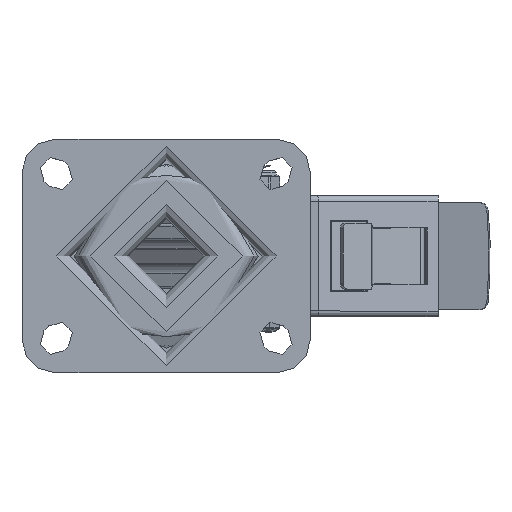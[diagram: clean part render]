
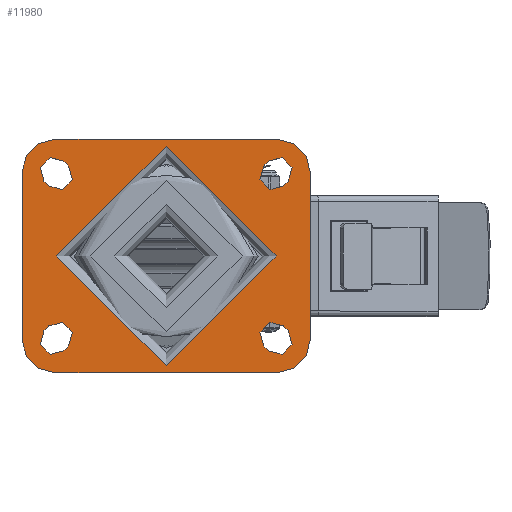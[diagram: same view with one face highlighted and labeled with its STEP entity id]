
A CAD part, top view. The second image highlights one B-rep face of the part: STEP entity #11980.
In plain terms, the highlighted planar face has unit normal (0, 0, 1).
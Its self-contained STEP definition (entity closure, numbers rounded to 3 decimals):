
#639=FACE_BOUND('',#4133,.T.);
#640=FACE_BOUND('',#4134,.T.);
#641=FACE_BOUND('',#4135,.T.);
#642=FACE_BOUND('',#4136,.T.);
#643=FACE_BOUND('',#4137,.T.);
#711=PLANE('',#12966);
#1179=LINE('',#18013,#2236);
#1180=LINE('',#18014,#2237);
#1181=LINE('',#18015,#2238);
#1182=LINE('',#18016,#2239);
#1183=LINE('',#18017,#2240);
#1184=LINE('',#18018,#2241);
#1185=LINE('',#18019,#2242);
#1186=LINE('',#18020,#2243);
#1187=LINE('',#18021,#2244);
#1188=LINE('',#18022,#2245);
#1189=LINE('',#18023,#2246);
#1190=LINE('',#18024,#2247);
#2236=VECTOR('',#14425,1000.);
#2237=VECTOR('',#14426,1000.);
#2238=VECTOR('',#14427,1000.);
#2239=VECTOR('',#14428,1000.);
#2240=VECTOR('',#14429,1000.);
#2241=VECTOR('',#14430,1000.);
#2242=VECTOR('',#14431,1000.);
#2243=VECTOR('',#14432,1000.);
#2244=VECTOR('',#14433,1000.);
#2245=VECTOR('',#14434,1000.);
#2246=VECTOR('',#14435,1000.);
#2247=VECTOR('',#14436,1000.);
#3431=FACE_OUTER_BOUND('',#4132,.T.);
#4132=EDGE_LOOP('',(#8528,#8529,#8530,#8531,#8532,#8533,#8534,#8535));
#4133=EDGE_LOOP('',(#8536,#8537,#8538,#8539));
#4134=EDGE_LOOP('',(#8540,#8541,#8542,#8543));
#4135=EDGE_LOOP('',(#8544,#8545,#8546,#8547));
#4136=EDGE_LOOP('',(#8548,#8549,#8550,#8551));
#4137=EDGE_LOOP('',(#8552));
#4881=CIRCLE('',#12845,5.125);
#4882=CIRCLE('',#12847,5.125);
#4885=CIRCLE('',#12851,5.125);
#4886=CIRCLE('',#12853,5.125);
#4888=CIRCLE('',#12856,5.125);
#4891=CIRCLE('',#12860,5.125);
#4892=CIRCLE('',#12862,5.125);
#4895=CIRCLE('',#12866,5.125);
#4896=CIRCLE('',#12868,12.);
#4898=CIRCLE('',#12871,12.);
#4900=CIRCLE('',#12874,12.);
#4902=CIRCLE('',#12877,12.);
#4923=CIRCLE('',#12908,40.);
#5382=VERTEX_POINT('',#17653);
#5383=VERTEX_POINT('',#17655);
#5384=VERTEX_POINT('',#17659);
#5385=VERTEX_POINT('',#17660);
#5390=VERTEX_POINT('',#17671);
#5391=VERTEX_POINT('',#17673);
#5392=VERTEX_POINT('',#17677);
#5393=VERTEX_POINT('',#17678);
#5396=VERTEX_POINT('',#17686);
#5397=VERTEX_POINT('',#17687);
#5402=VERTEX_POINT('',#17698);
#5403=VERTEX_POINT('',#17700);
#5404=VERTEX_POINT('',#17704);
#5405=VERTEX_POINT('',#17705);
#5410=VERTEX_POINT('',#17716);
#5411=VERTEX_POINT('',#17718);
#5412=VERTEX_POINT('',#17722);
#5413=VERTEX_POINT('',#17723);
#5416=VERTEX_POINT('',#17731);
#5417=VERTEX_POINT('',#17732);
#5420=VERTEX_POINT('',#17740);
#5421=VERTEX_POINT('',#17741);
#5424=VERTEX_POINT('',#17749);
#5425=VERTEX_POINT('',#17750);
#5442=VERTEX_POINT('',#17804);
#6532=EDGE_CURVE('',#5383,#5382,#4881,.T.);
#6534=EDGE_CURVE('',#5384,#5385,#4882,.T.);
#6540=EDGE_CURVE('',#5391,#5390,#4885,.T.);
#6542=EDGE_CURVE('',#5392,#5393,#4886,.T.);
#6546=EDGE_CURVE('',#5396,#5397,#4888,.T.);
#6552=EDGE_CURVE('',#5403,#5402,#4891,.T.);
#6554=EDGE_CURVE('',#5404,#5405,#4892,.T.);
#6560=EDGE_CURVE('',#5411,#5410,#4895,.T.);
#6562=EDGE_CURVE('',#5412,#5413,#4896,.T.);
#6566=EDGE_CURVE('',#5416,#5417,#4898,.T.);
#6570=EDGE_CURVE('',#5420,#5421,#4900,.T.);
#6574=EDGE_CURVE('',#5424,#5425,#4902,.T.);
#6601=EDGE_CURVE('',#5442,#5442,#4923,.T.);
#6705=EDGE_CURVE('',#5421,#5424,#1179,.T.);
#6706=EDGE_CURVE('',#5417,#5420,#1180,.T.);
#6707=EDGE_CURVE('',#5413,#5416,#1181,.T.);
#6708=EDGE_CURVE('',#5425,#5412,#1182,.T.);
#6709=EDGE_CURVE('',#5382,#5384,#1183,.T.);
#6710=EDGE_CURVE('',#5385,#5383,#1184,.T.);
#6711=EDGE_CURVE('',#5390,#5392,#1185,.T.);
#6712=EDGE_CURVE('',#5393,#5391,#1186,.T.);
#6713=EDGE_CURVE('',#5397,#5403,#1187,.T.);
#6714=EDGE_CURVE('',#5402,#5396,#1188,.T.);
#6715=EDGE_CURVE('',#5405,#5411,#1189,.T.);
#6716=EDGE_CURVE('',#5410,#5404,#1190,.T.);
#8528=ORIENTED_EDGE('',*,*,#6574,.F.);
#8529=ORIENTED_EDGE('',*,*,#6705,.F.);
#8530=ORIENTED_EDGE('',*,*,#6570,.F.);
#8531=ORIENTED_EDGE('',*,*,#6706,.F.);
#8532=ORIENTED_EDGE('',*,*,#6566,.F.);
#8533=ORIENTED_EDGE('',*,*,#6707,.F.);
#8534=ORIENTED_EDGE('',*,*,#6562,.F.);
#8535=ORIENTED_EDGE('',*,*,#6708,.F.);
#8536=ORIENTED_EDGE('',*,*,#6709,.T.);
#8537=ORIENTED_EDGE('',*,*,#6534,.T.);
#8538=ORIENTED_EDGE('',*,*,#6710,.T.);
#8539=ORIENTED_EDGE('',*,*,#6532,.T.);
#8540=ORIENTED_EDGE('',*,*,#6711,.T.);
#8541=ORIENTED_EDGE('',*,*,#6542,.T.);
#8542=ORIENTED_EDGE('',*,*,#6712,.T.);
#8543=ORIENTED_EDGE('',*,*,#6540,.T.);
#8544=ORIENTED_EDGE('',*,*,#6713,.T.);
#8545=ORIENTED_EDGE('',*,*,#6552,.T.);
#8546=ORIENTED_EDGE('',*,*,#6714,.T.);
#8547=ORIENTED_EDGE('',*,*,#6546,.T.);
#8548=ORIENTED_EDGE('',*,*,#6715,.T.);
#8549=ORIENTED_EDGE('',*,*,#6560,.T.);
#8550=ORIENTED_EDGE('',*,*,#6716,.T.);
#8551=ORIENTED_EDGE('',*,*,#6554,.T.);
#8552=ORIENTED_EDGE('',*,*,#6601,.F.);
#11980=ADVANCED_FACE('',(#3431,#639,#640,#641,#642,#643),#711,.T.);
#12845=AXIS2_PLACEMENT_3D('',#17656,#14105,#14106);
#12847=AXIS2_PLACEMENT_3D('',#17661,#14110,#14111);
#12851=AXIS2_PLACEMENT_3D('',#17674,#14121,#14122);
#12853=AXIS2_PLACEMENT_3D('',#17679,#14126,#14127);
#12856=AXIS2_PLACEMENT_3D('',#17688,#14134,#14135);
#12860=AXIS2_PLACEMENT_3D('',#17701,#14145,#14146);
#12862=AXIS2_PLACEMENT_3D('',#17706,#14150,#14151);
#12866=AXIS2_PLACEMENT_3D('',#17719,#14161,#14162);
#12868=AXIS2_PLACEMENT_3D('',#17724,#14166,#14167);
#12871=AXIS2_PLACEMENT_3D('',#17733,#14174,#14175);
#12874=AXIS2_PLACEMENT_3D('',#17742,#14182,#14183);
#12877=AXIS2_PLACEMENT_3D('',#17751,#14190,#14191);
#12908=AXIS2_PLACEMENT_3D('',#17805,#14258,#14259);
#12966=AXIS2_PLACEMENT_3D('',#18012,#14423,#14424);
#14105=DIRECTION('center_axis',(0.,0.,-1.));
#14106=DIRECTION('ref_axis',(-1.,0.,0.));
#14110=DIRECTION('center_axis',(0.,0.,-1.));
#14111=DIRECTION('ref_axis',(-1.,0.,0.));
#14121=DIRECTION('center_axis',(0.,0.,-1.));
#14122=DIRECTION('ref_axis',(-1.,0.,0.));
#14126=DIRECTION('center_axis',(0.,0.,-1.));
#14127=DIRECTION('ref_axis',(-1.,0.,0.));
#14134=DIRECTION('center_axis',(0.,0.,-1.));
#14135=DIRECTION('ref_axis',(1.,0.,0.));
#14145=DIRECTION('center_axis',(0.,0.,-1.));
#14146=DIRECTION('ref_axis',(1.,0.,0.));
#14150=DIRECTION('center_axis',(0.,0.,-1.));
#14151=DIRECTION('ref_axis',(1.,0.,0.));
#14161=DIRECTION('center_axis',(0.,0.,-1.));
#14162=DIRECTION('ref_axis',(1.,0.,0.));
#14166=DIRECTION('center_axis',(0.,0.,-1.));
#14167=DIRECTION('ref_axis',(-0.707,0.707,0.));
#14174=DIRECTION('center_axis',(0.,0.,-1.));
#14175=DIRECTION('ref_axis',(0.707,0.707,0.));
#14182=DIRECTION('center_axis',(0.,0.,-1.));
#14183=DIRECTION('ref_axis',(0.707,-0.707,0.));
#14190=DIRECTION('center_axis',(0.,0.,-1.));
#14191=DIRECTION('ref_axis',(-0.707,-0.707,0.));
#14258=DIRECTION('center_axis',(0.,0.,1.));
#14259=DIRECTION('ref_axis',(1.,0.,0.));
#14423=DIRECTION('center_axis',(0.,0.,1.));
#14424=DIRECTION('ref_axis',(1.,0.,0.));
#14425=DIRECTION('',(-1.,0.,0.));
#14426=DIRECTION('',(0.,-1.,0.));
#14427=DIRECTION('',(1.,0.,0.));
#14428=DIRECTION('',(0.,1.,0.));
#14429=DIRECTION('',(-0.707,0.707,0.));
#14430=DIRECTION('',(0.707,-0.707,0.));
#14431=DIRECTION('',(-0.707,-0.707,0.));
#14432=DIRECTION('',(0.707,0.707,0.));
#14433=DIRECTION('',(-0.707,-0.707,0.));
#14434=DIRECTION('',(0.707,0.707,0.));
#14435=DIRECTION('',(-0.707,0.707,0.));
#14436=DIRECTION('',(0.707,-0.707,0.));
#17653=CARTESIAN_POINT('',(37.26,-34.508,0.));
#17655=CARTESIAN_POINT('',(44.508,-27.26,0.));
#17656=CARTESIAN_POINT('Origin',(40.884,-30.884,0.));
#17659=CARTESIAN_POINT('',(35.492,-32.74,0.));
#17660=CARTESIAN_POINT('',(42.74,-25.492,0.));
#17661=CARTESIAN_POINT('Origin',(39.116,-29.116,0.));
#17671=CARTESIAN_POINT('',(44.508,27.26,0.));
#17673=CARTESIAN_POINT('',(37.26,34.508,0.));
#17674=CARTESIAN_POINT('Origin',(40.884,30.884,0.));
#17677=CARTESIAN_POINT('',(42.74,25.492,0.));
#17678=CARTESIAN_POINT('',(35.492,32.74,0.));
#17679=CARTESIAN_POINT('Origin',(39.116,29.116,0.));
#17686=CARTESIAN_POINT('',(-42.74,-25.492,0.));
#17687=CARTESIAN_POINT('',(-35.492,-32.74,0.));
#17688=CARTESIAN_POINT('Origin',(-39.116,-29.116,0.));
#17698=CARTESIAN_POINT('',(-44.508,-27.26,0.));
#17700=CARTESIAN_POINT('',(-37.26,-34.508,0.));
#17701=CARTESIAN_POINT('Origin',(-40.884,-30.884,0.));
#17704=CARTESIAN_POINT('',(-35.492,32.74,0.));
#17705=CARTESIAN_POINT('',(-42.74,25.492,0.));
#17706=CARTESIAN_POINT('Origin',(-39.116,29.116,0.));
#17716=CARTESIAN_POINT('',(-37.26,34.508,0.));
#17718=CARTESIAN_POINT('',(-44.508,27.26,0.));
#17719=CARTESIAN_POINT('Origin',(-40.884,30.884,0.));
#17722=CARTESIAN_POINT('',(-52.5,30.5,0.));
#17723=CARTESIAN_POINT('',(-40.5,42.5,0.));
#17724=CARTESIAN_POINT('Origin',(-40.5,30.5,0.));
#17731=CARTESIAN_POINT('',(40.5,42.5,0.));
#17732=CARTESIAN_POINT('',(52.5,30.5,0.));
#17733=CARTESIAN_POINT('Origin',(40.5,30.5,0.));
#17740=CARTESIAN_POINT('',(52.5,-30.5,0.));
#17741=CARTESIAN_POINT('',(40.5,-42.5,0.));
#17742=CARTESIAN_POINT('Origin',(40.5,-30.5,0.));
#17749=CARTESIAN_POINT('',(-40.5,-42.5,0.));
#17750=CARTESIAN_POINT('',(-52.5,-30.5,0.));
#17751=CARTESIAN_POINT('Origin',(-40.5,-30.5,0.));
#17804=CARTESIAN_POINT('',(40.,0.,0.));
#17805=CARTESIAN_POINT('Origin',(0.,0.,0.));
#18012=CARTESIAN_POINT('Origin',(0.,0.,0.));
#18013=CARTESIAN_POINT('',(52.5,-42.5,0.));
#18014=CARTESIAN_POINT('',(52.5,42.5,0.));
#18015=CARTESIAN_POINT('',(-52.5,42.5,0.));
#18016=CARTESIAN_POINT('',(-52.5,-42.5,0.));
#18017=CARTESIAN_POINT('',(37.26,-34.508,0.));
#18018=CARTESIAN_POINT('',(44.508,-27.26,0.));
#18019=CARTESIAN_POINT('',(44.508,27.26,0.));
#18020=CARTESIAN_POINT('',(37.26,34.508,0.));
#18021=CARTESIAN_POINT('',(-37.26,-34.508,0.));
#18022=CARTESIAN_POINT('',(-44.508,-27.26,0.));
#18023=CARTESIAN_POINT('',(-44.508,27.26,0.));
#18024=CARTESIAN_POINT('',(-37.26,34.508,0.));
